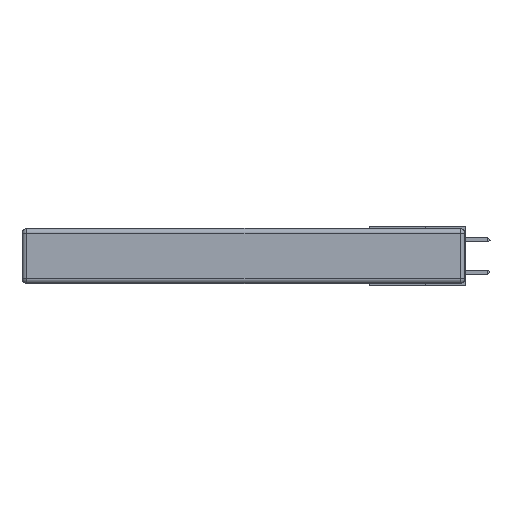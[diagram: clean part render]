
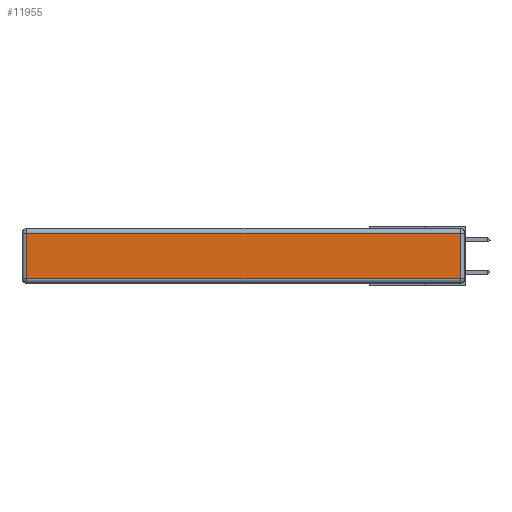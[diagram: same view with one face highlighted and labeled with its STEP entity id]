
A CAD part, left-side view. The second image highlights one B-rep face of the part: STEP entity #11955.
In plain terms, the highlighted planar face has unit normal (-1, 0, 0).
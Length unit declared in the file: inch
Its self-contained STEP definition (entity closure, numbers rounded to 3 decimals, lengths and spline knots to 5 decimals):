
#144 = VERTEX_POINT ( 'NONE', #3466 ) ;
#458 = CARTESIAN_POINT ( 'NONE',  ( 0., 0.03, -0.313 ) ) ;
#637 = DIRECTION ( 'NONE',  ( 0., 0., 1. ) ) ;
#2304 = DIRECTION ( 'NONE',  ( 0., 0., -1. ) ) ;
#2955 = ORIENTED_EDGE ( 'NONE', *, *, #15907, .T. ) ;
#3466 = CARTESIAN_POINT ( 'NONE',  ( 0., 2.72, -0.03 ) ) ;
#3869 = CARTESIAN_POINT ( 'NONE',  ( 0., 2.72, -0.343 ) ) ;
#4238 = AXIS2_PLACEMENT_3D ( 'NONE', #6655, #9981, #6814 ) ;
#5067 = LINE ( 'NONE', #16770, #18393 ) ;
#5815 = DIRECTION ( 'NONE',  ( 0., 1., 0. ) ) ;
#6339 = ORIENTED_EDGE ( 'NONE', *, *, #8059, .T. ) ;
#6655 = CARTESIAN_POINT ( 'NONE',  ( 0., 0., -0.343 ) ) ;
#6814 = DIRECTION ( 'NONE',  ( 0., 0., 1. ) ) ;
#7041 = CARTESIAN_POINT ( 'NONE',  ( 0., 0., -0.313 ) ) ;
#7324 = EDGE_CURVE ( 'NONE', #11097, #10188, #5067, .T. ) ;
#8059 = EDGE_CURVE ( 'NONE', #11536, #11097, #14109, .T. ) ;
#8562 = LINE ( 'NONE', #3869, #9828 ) ;
#9828 = VECTOR ( 'NONE', #2304, 39.37008 ) ;
#9981 = DIRECTION ( 'NONE',  ( -1., 0., 0. ) ) ;
#9992 = ORIENTED_EDGE ( 'NONE', *, *, #19265, .T. ) ;
#10188 = VERTEX_POINT ( 'NONE', #11840 ) ;
#10697 = CARTESIAN_POINT ( 'NONE',  ( 0., 2.75, -0.03 ) ) ;
#11097 = VERTEX_POINT ( 'NONE', #458 ) ;
#11536 = VERTEX_POINT ( 'NONE', #20065 ) ;
#11840 = CARTESIAN_POINT ( 'NONE',  ( 0., 0.03, -0.03 ) ) ;
#11955 = ADVANCED_FACE ( 'NONE', ( #15346 ), #13063, .T. ) ;
#13063 = PLANE ( 'NONE',  #4238 ) ;
#13295 = DIRECTION ( 'NONE',  ( 0., -1., 0. ) ) ;
#14109 = LINE ( 'NONE', #7041, #17948 ) ;
#14528 = LINE ( 'NONE', #10697, #17348 ) ;
#15346 = FACE_OUTER_BOUND ( 'NONE', #19442, .T. ) ;
#15907 = EDGE_CURVE ( 'NONE', #144, #11536, #8562, .T. ) ;
#16770 = CARTESIAN_POINT ( 'NONE',  ( 0., 0.03, -0.343 ) ) ;
#17348 = VECTOR ( 'NONE', #5815, 39.37008 ) ;
#17948 = VECTOR ( 'NONE', #13295, 39.37008 ) ;
#18393 = VECTOR ( 'NONE', #637, 39.37008 ) ;
#19265 = EDGE_CURVE ( 'NONE', #10188, #144, #14528, .T. ) ;
#19442 = EDGE_LOOP ( 'NONE', ( #6339, #19934, #9992, #2955 ) ) ;
#19934 = ORIENTED_EDGE ( 'NONE', *, *, #7324, .T. ) ;
#20065 = CARTESIAN_POINT ( 'NONE',  ( 0., 2.72, -0.313 ) ) ;
